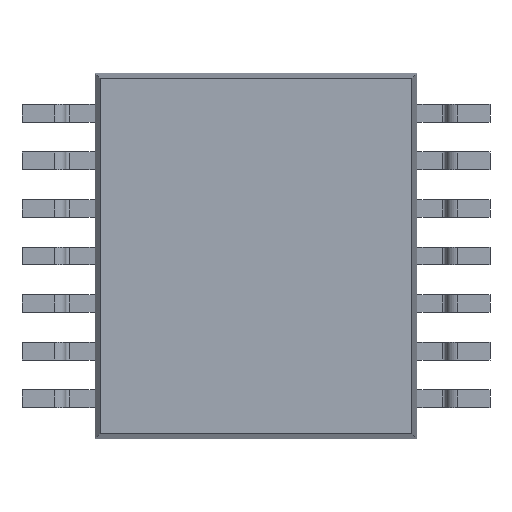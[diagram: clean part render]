
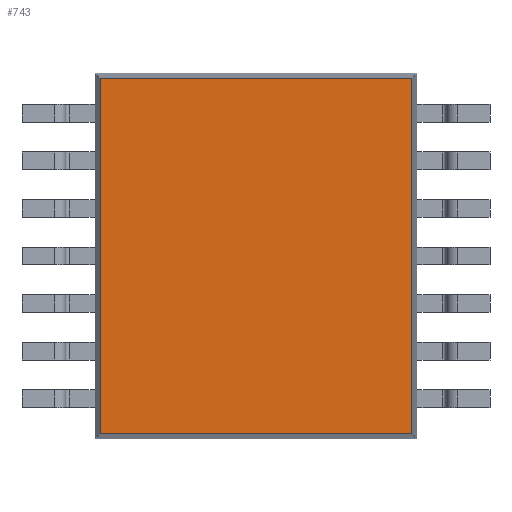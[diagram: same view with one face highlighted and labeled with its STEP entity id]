
A CAD part, front view. The second image highlights one B-rep face of the part: STEP entity #743.
In plain terms, the highlighted planar face has unit normal (0, -1, 0).
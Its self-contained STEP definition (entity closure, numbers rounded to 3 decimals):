
#237 = CARTESIAN_POINT ( 'NONE',  ( -2.132, 0.12, -2.432 ) ) ;
#345 = VERTEX_POINT ( 'NONE', #2767 ) ;
#714 = VECTOR ( 'NONE', #6170, 1000. ) ;
#743 = ADVANCED_FACE ( 'NONE', ( #6059 ), #4878, .T. ) ;
#851 = VERTEX_POINT ( 'NONE', #2470 ) ;
#1137 = ORIENTED_EDGE ( 'NONE', *, *, #2597, .T. ) ;
#1162 = EDGE_CURVE ( 'NONE', #3927, #851, #3381, .T. ) ;
#1210 = EDGE_CURVE ( 'NONE', #851, #4645, #2112, .T. ) ;
#1349 = DIRECTION ( 'NONE',  ( -1., 0., 0. ) ) ;
#1675 = LINE ( 'NONE', #4359, #5207 ) ;
#1697 = EDGE_CURVE ( 'NONE', #4645, #345, #1675, .T. ) ;
#1901 = CARTESIAN_POINT ( 'NONE',  ( 0., 0.12, 0. ) ) ;
#2112 = LINE ( 'NONE', #3735, #714 ) ;
#2261 = ORIENTED_EDGE ( 'NONE', *, *, #1210, .T. ) ;
#2400 = DIRECTION ( 'NONE',  ( 0., -1., 0. ) ) ;
#2470 = CARTESIAN_POINT ( 'NONE',  ( 2.132, 0.12, -2.432 ) ) ;
#2597 = EDGE_CURVE ( 'NONE', #345, #3927, #4739, .T. ) ;
#2703 = DIRECTION ( 'NONE',  ( 1., 0., 0. ) ) ;
#2716 = ORIENTED_EDGE ( 'NONE', *, *, #1697, .T. ) ;
#2767 = CARTESIAN_POINT ( 'NONE',  ( -2.132, 0.12, 2.432 ) ) ;
#2973 = VECTOR ( 'NONE', #2703, 1000. ) ;
#3381 = LINE ( 'NONE', #4709, #2973 ) ;
#3645 = CARTESIAN_POINT ( 'NONE',  ( -2.132, 0.12, 2.5 ) ) ;
#3735 = CARTESIAN_POINT ( 'NONE',  ( 2.132, 0.12, -2.5 ) ) ;
#3849 = CARTESIAN_POINT ( 'NONE',  ( 2.132, 0.12, 2.432 ) ) ;
#3927 = VERTEX_POINT ( 'NONE', #237 ) ;
#4017 = AXIS2_PLACEMENT_3D ( 'NONE', #1901, #2400, #4832 ) ;
#4165 = ORIENTED_EDGE ( 'NONE', *, *, #1162, .T. ) ;
#4359 = CARTESIAN_POINT ( 'NONE',  ( 2.2, 0.12, 2.432 ) ) ;
#4645 = VERTEX_POINT ( 'NONE', #3849 ) ;
#4709 = CARTESIAN_POINT ( 'NONE',  ( -2.2, 0.12, -2.432 ) ) ;
#4739 = LINE ( 'NONE', #3645, #6499 ) ;
#4832 = DIRECTION ( 'NONE',  ( 0., 0., -1. ) ) ;
#4878 = PLANE ( 'NONE',  #4017 ) ;
#5207 = VECTOR ( 'NONE', #1349, 1000. ) ;
#6059 = FACE_OUTER_BOUND ( 'NONE', #6223, .T. ) ;
#6170 = DIRECTION ( 'NONE',  ( 0., 0., 1. ) ) ;
#6223 = EDGE_LOOP ( 'NONE', ( #4165, #2261, #2716, #1137 ) ) ;
#6264 = DIRECTION ( 'NONE',  ( 0., 0., -1. ) ) ;
#6499 = VECTOR ( 'NONE', #6264, 1000. ) ;
